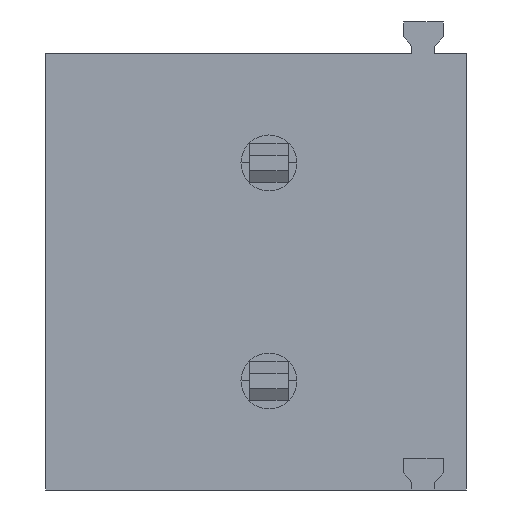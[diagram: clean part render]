
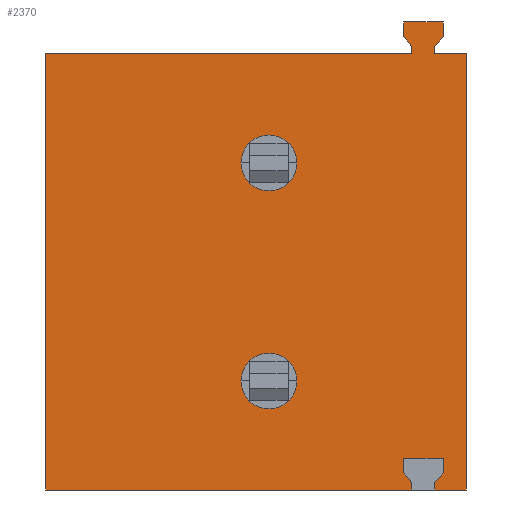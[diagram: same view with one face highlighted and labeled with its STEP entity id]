
A CAD part, front view. The second image highlights one B-rep face of the part: STEP entity #2370.
In plain terms, the highlighted planar face has unit normal (0, -1, 0).
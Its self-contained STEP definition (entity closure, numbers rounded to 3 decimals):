
#480=CARTESIAN_POINT('',(-61.688,39.429,
   -4.612));
#490=DIRECTION('',(0.,-1.,
   0.));
#500=DIRECTION('',(1.,0.,
   0.));
#510=AXIS2_PLACEMENT_3D('',#480,#490,#500);
#520=PLANE('',#510);
#530=CARTESIAN_POINT('',(-59.33,39.429,
   -5.));
#540=DIRECTION('',(0.,-1.,
   0.));
#550=DIRECTION('',(1.,0.,
   0.));
#560=AXIS2_PLACEMENT_3D('',#530,#540,#550);
#570=CIRCLE('',#560,0.65);
#580=CARTESIAN_POINT('',(-59.98,39.429,
   -5.));
#590=VERTEX_POINT('',#580);
#600=CARTESIAN_POINT('',(-58.68,39.429,
   -5.));
#610=VERTEX_POINT('',#600);
#620=EDGE_CURVE('',#590,#610,#570,.T.);
#630=ORIENTED_EDGE('',*,*,#620,.F.);
#640=EDGE_CURVE('',#610,#590,#570,.T.);
#650=ORIENTED_EDGE('',*,*,#640,.F.);
#660=EDGE_LOOP('',(#650,#630));
#670=FACE_BOUND('',#660,.T.);
#680=CARTESIAN_POINT('',(-59.33,39.429,
   -10.08));
#690=DIRECTION('',(0.,-1.,
   0.));
#700=DIRECTION('',(1.,0.,
   0.));
#710=AXIS2_PLACEMENT_3D('',#680,#690,#700);
#720=CIRCLE('',#710,0.65);
#730=CARTESIAN_POINT('',(-58.68,39.429,
   -10.08));
#740=VERTEX_POINT('',#730);
#750=CARTESIAN_POINT('',(-59.98,39.429,
   -10.08));
#760=VERTEX_POINT('',#750);
#770=EDGE_CURVE('',#740,#760,#720,.T.);
#780=ORIENTED_EDGE('',*,*,#770,.F.);
#790=EDGE_CURVE('',#760,#740,#720,.T.);
#800=ORIENTED_EDGE('',*,*,#790,.F.);
#810=EDGE_LOOP('',(#800,#780));
#820=FACE_BOUND('',#810,.T.);
#830=CARTESIAN_POINT('',(-118.259,39.429,
   -12.62));
#840=DIRECTION('',(-1.,0.,
   0.));
#850=VECTOR('',#840,1.);
#860=LINE('',#830,#850);
#870=CARTESIAN_POINT('',(-54.73,39.429,
   -12.62));
#880=VERTEX_POINT('',#870);
#890=CARTESIAN_POINT('',(-55.46,39.429,
   -12.62));
#900=VERTEX_POINT('',#890);
#910=EDGE_CURVE('',#880,#900,#860,.T.);
#920=ORIENTED_EDGE('',*,*,#910,.F.);
#930=CARTESIAN_POINT('',(-55.46,39.429,
   -10.));
#940=DIRECTION('',(0.,0.,
   -1.));
#950=VECTOR('',#940,1.);
#960=LINE('',#930,#950);
#970=CARTESIAN_POINT('',(-55.46,39.429,
   -12.453));
#980=VERTEX_POINT('',#970);
#990=EDGE_CURVE('',#980,#900,#960,.T.);
#1000=ORIENTED_EDGE('',*,*,#990,.T.);
#1010=CARTESIAN_POINT('',(-53.398,39.429
   ,-10.));
#1020=DIRECTION('',(-0.644,0.,
   -0.765));
#1030=VECTOR('',#1020,1.);
#1040=LINE('',#1010,#1030);
#1050=CARTESIAN_POINT('',(-55.265,39.429
   ,-12.221));
#1060=VERTEX_POINT('',#1050);
#1070=EDGE_CURVE('',#1060,#980,#1040,.T.);
#1080=ORIENTED_EDGE('',*,*,#1070,.T.);
#1090=CARTESIAN_POINT('',(-55.265,39.429
   ,-10.));
#1100=DIRECTION('',(0.,0.,
   -1.));
#1110=VECTOR('',#1100,1.);
#1120=LINE('',#1090,#1110);
#1130=CARTESIAN_POINT('',(-55.265,39.429
   ,-11.879));
#1140=VERTEX_POINT('',#1130);
#1150=EDGE_CURVE('',#1140,#1060,#1120,.T.);
#1160=ORIENTED_EDGE('',*,*,#1150,.T.);
#1170=CARTESIAN_POINT('',(-118.259,39.429
   ,-11.879));
#1180=DIRECTION('',(1.,0.,
   0.));
#1190=VECTOR('',#1180,1.);
#1200=LINE('',#1170,#1190);
#1210=CARTESIAN_POINT('',(-56.194,39.429
   ,-11.879));
#1220=VERTEX_POINT('',#1210);
#1230=EDGE_CURVE('',#1220,#1140,#1200,.T.);
#1240=ORIENTED_EDGE('',*,*,#1230,.T.);
#1250=CARTESIAN_POINT('',(-56.194,39.429
   ,-10.));
#1260=DIRECTION('',(0.,0.,
   1.));
#1270=VECTOR('',#1260,1.);
#1280=LINE('',#1250,#1270);
#1290=CARTESIAN_POINT('',(-56.194,39.429
   ,-12.221));
#1300=VERTEX_POINT('',#1290);
#1310=EDGE_CURVE('',#1300,#1220,#1280,.T.);
#1320=ORIENTED_EDGE('',*,*,#1310,.T.);
#1330=CARTESIAN_POINT('',(-58.061,39.429
   ,-10.));
#1340=DIRECTION('',(-0.644,0.,
   0.765));
#1350=VECTOR('',#1340,1.);
#1360=LINE('',#1330,#1350);
#1370=CARTESIAN_POINT('',(-55.999,39.429
   ,-12.453));
#1380=VERTEX_POINT('',#1370);
#1390=EDGE_CURVE('',#1380,#1300,#1360,.T.);
#1400=ORIENTED_EDGE('',*,*,#1390,.T.);
#1410=CARTESIAN_POINT('',(-55.999,39.429
   ,-10.));
#1420=DIRECTION('',(0.,0.,
   1.));
#1430=VECTOR('',#1420,1.);
#1440=LINE('',#1410,#1430);
#1450=CARTESIAN_POINT('',(-55.999,39.429
   ,-12.62));
#1460=VERTEX_POINT('',#1450);
#1470=EDGE_CURVE('',#1460,#1380,#1440,.T.);
#1480=ORIENTED_EDGE('',*,*,#1470,.T.);
#1490=CARTESIAN_POINT('',(-64.53,39.429
   ,-12.62));
#1500=VERTEX_POINT('',#1490);
#1510=EDGE_CURVE('',#1460,#1500,#860,.T.);
#1520=ORIENTED_EDGE('',*,*,#1510,.F.);
#1530=CARTESIAN_POINT('',(-64.53,39.429
   ,-10.));
#1540=DIRECTION('',(0.,0.,
   1.));
#1550=VECTOR('',#1540,1.);
#1560=LINE('',#1530,#1550);
#1570=CARTESIAN_POINT('',(-64.53,39.429
   ,-2.46));
#1580=VERTEX_POINT('',#1570);
#1590=EDGE_CURVE('',#1500,#1580,#1560,.T.);
#1600=ORIENTED_EDGE('',*,*,#1590,.F.);
#1610=CARTESIAN_POINT('',(-118.259,39.429
   ,-2.46));
#1620=DIRECTION('',(-1.,0.,
   0.));
#1630=VECTOR('',#1620,1.);
#1640=LINE('',#1610,#1630);
#1650=CARTESIAN_POINT('',(-55.999,39.429
   ,-2.46));
#1660=VERTEX_POINT('',#1650);
#1670=EDGE_CURVE('',#1660,#1580,#1640,.T.);
#1680=ORIENTED_EDGE('',*,*,#1670,.T.);
#1690=CARTESIAN_POINT('',(-55.999,39.429
   ,-10.));
#1700=DIRECTION('',(0.,0.,
   1.));
#1710=VECTOR('',#1700,1.);
#1720=LINE('',#1690,#1710);
#1730=CARTESIAN_POINT('',(-55.999,39.429
   ,-2.293));
#1740=VERTEX_POINT('',#1730);
#1750=EDGE_CURVE('',#1660,#1740,#1720,.T.);
#1760=ORIENTED_EDGE('',*,*,#1750,.F.);
#1770=CARTESIAN_POINT('',(-49.518,39.429
   ,-10.));
#1780=DIRECTION('',(-0.644,0.,
   0.765));
#1790=VECTOR('',#1780,1.);
#1800=LINE('',#1770,#1790);
#1810=CARTESIAN_POINT('',(-56.194,39.429
   ,-2.061));
#1820=VERTEX_POINT('',#1810);
#1830=EDGE_CURVE('',#1740,#1820,#1800,.T.);
#1840=ORIENTED_EDGE('',*,*,#1830,.F.);
#1850=CARTESIAN_POINT('',(-56.194,39.429
   ,-10.));
#1860=DIRECTION('',(0.,0.,
   -1.));
#1870=VECTOR('',#1860,1.);
#1880=LINE('',#1850,#1870);
#1890=CARTESIAN_POINT('',(-56.194,39.429
   ,-1.719));
#1900=VERTEX_POINT('',#1890);
#1910=EDGE_CURVE('',#1900,#1820,#1880,.T.);
#1920=ORIENTED_EDGE('',*,*,#1910,.T.);
#1930=CARTESIAN_POINT('',(-118.259,39.429
   ,-1.719));
#1940=DIRECTION('',(1.,0.,
   0.));
#1950=VECTOR('',#1940,1.);
#1960=LINE('',#1930,#1950);
#1970=CARTESIAN_POINT('',(-55.265,39.429
   ,-1.719));
#1980=VERTEX_POINT('',#1970);
#1990=EDGE_CURVE('',#1900,#1980,#1960,.T.);
#2000=ORIENTED_EDGE('',*,*,#1990,.F.);
#2010=CARTESIAN_POINT('',(-55.265,39.429
   ,-10.));
#2020=DIRECTION('',(0.,0.,
   -1.));
#2030=VECTOR('',#2020,1.);
#2040=LINE('',#2010,#2030);
#2050=CARTESIAN_POINT('',(-55.265,39.429
   ,-2.061));
#2060=VERTEX_POINT('',#2050);
#2070=EDGE_CURVE('',#1980,#2060,#2040,.T.);
#2080=ORIENTED_EDGE('',*,*,#2070,.F.);
#2090=CARTESIAN_POINT('',(-61.941,39.429
   ,-10.));
#2100=DIRECTION('',(-0.644,0.,
   -0.765));
#2110=VECTOR('',#2100,1.);
#2120=LINE('',#2090,#2110);
#2130=CARTESIAN_POINT('',(-55.46,39.429
   ,-2.293));
#2140=VERTEX_POINT('',#2130);
#2150=EDGE_CURVE('',#2060,#2140,#2120,.T.);
#2160=ORIENTED_EDGE('',*,*,#2150,.F.);
#2170=CARTESIAN_POINT('',(-55.46,39.429
   ,-10.));
#2180=DIRECTION('',(0.,0.,
   1.));
#2190=VECTOR('',#2180,1.);
#2200=LINE('',#2170,#2190);
#2210=CARTESIAN_POINT('',(-55.46,39.429
   ,-2.46));
#2220=VERTEX_POINT('',#2210);
#2230=EDGE_CURVE('',#2220,#2140,#2200,.T.);
#2240=ORIENTED_EDGE('',*,*,#2230,.T.);
#2250=CARTESIAN_POINT('',(-54.73,39.429
   ,-2.46));
#2260=VERTEX_POINT('',#2250);
#2270=EDGE_CURVE('',#2260,#2220,#1640,.T.);
#2280=ORIENTED_EDGE('',*,*,#2270,.T.);
#2290=CARTESIAN_POINT('',(-54.73,39.429
   ,-10.));
#2300=DIRECTION('',(0.,0.,
   1.));
#2310=VECTOR('',#2300,1.);
#2320=LINE('',#2290,#2310);
#2330=EDGE_CURVE('',#880,#2260,#2320,.T.);
#2340=ORIENTED_EDGE('',*,*,#2330,.T.);
#2350=EDGE_LOOP('',(#2340,#2280,#2240,#2160,#2080,#2000,#1920,#1840,
   #1760,#1680,#1600,#1520,#1480,#1400,#1320,#1240,#1160,#1080,#1000,
   #920));
#2360=FACE_OUTER_BOUND('',#2350,.T.);
#2370=ADVANCED_FACE('',(#670,#820,#2360),#520,.T.);
